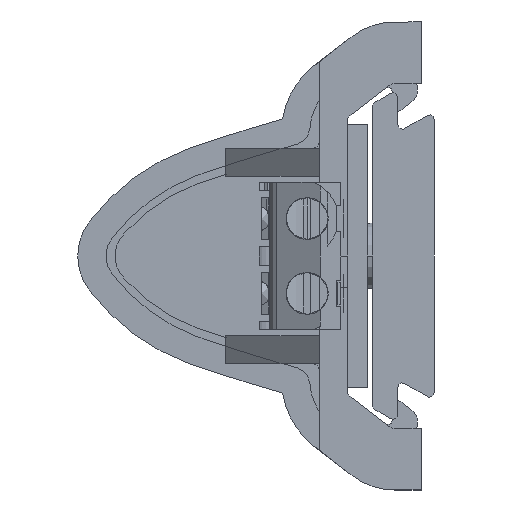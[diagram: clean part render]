
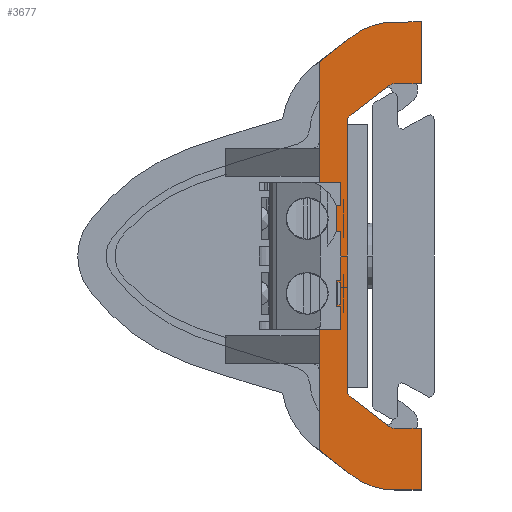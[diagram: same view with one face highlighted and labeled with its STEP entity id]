
A CAD part, left-side view. The second image highlights one B-rep face of the part: STEP entity #3677.
In plain terms, the highlighted planar face has unit normal (-1, 0, 0).
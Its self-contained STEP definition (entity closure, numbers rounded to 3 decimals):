
#10 = DIRECTION ( 'NONE',  ( -1., 0., 0. ) ) ;
#29 = DIRECTION ( 'NONE',  ( 0., 0., -1. ) ) ;
#44 = LINE ( 'NONE', #7325, #7265 ) ;
#65 = ORIENTED_EDGE ( 'NONE', *, *, #7366, .T. ) ;
#156 = ORIENTED_EDGE ( 'NONE', *, *, #2636, .T. ) ;
#178 = DIRECTION ( 'NONE',  ( 0., 1., 0. ) ) ;
#225 = AXIS2_PLACEMENT_3D ( 'NONE', #1463, #10, #29 ) ;
#289 = CARTESIAN_POINT ( 'NONE',  ( -540.9, -2.425, -8.794 ) ) ;
#305 = CIRCLE ( 'NONE', #225, 0.418 ) ;
#351 = DIRECTION ( 'NONE',  ( 0., -1., 0. ) ) ;
#395 = DIRECTION ( 'NONE',  ( -1., 0., 0. ) ) ;
#469 = VERTEX_POINT ( 'NONE', #686 ) ;
#490 = AXIS2_PLACEMENT_3D ( 'NONE', #5343, #7669, #3747 ) ;
#577 = DIRECTION ( 'NONE',  ( 0., 0., -1. ) ) ;
#589 = VERTEX_POINT ( 'NONE', #3667 ) ;
#632 = EDGE_CURVE ( 'NONE', #1834, #4351, #7489, .T. ) ;
#674 = EDGE_CURVE ( 'NONE', #7576, #3610, #44, .T. ) ;
#682 = CARTESIAN_POINT ( 'NONE',  ( -540.9, -2.425, -12.5 ) ) ;
#683 = EDGE_CURVE ( 'NONE', #4356, #6997, #2224, .T. ) ;
#686 = CARTESIAN_POINT ( 'NONE',  ( -540.9, -0.158, 11.726 ) ) ;
#763 = EDGE_CURVE ( 'NONE', #3284, #1818, #4010, .T. ) ;
#820 = ORIENTED_EDGE ( 'NONE', *, *, #1343, .T. ) ;
#852 = DIRECTION ( 'NONE',  ( 0., 1., 0. ) ) ;
#927 = ORIENTED_EDGE ( 'NONE', *, *, #7260, .F. ) ;
#1073 = LINE ( 'NONE', #7201, #1294 ) ;
#1103 = ORIENTED_EDGE ( 'NONE', *, *, #8398, .F. ) ;
#1161 = CARTESIAN_POINT ( 'NONE',  ( -540.9, -2.169, 9.125 ) ) ;
#1200 = EDGE_CURVE ( 'NONE', #4012, #4370, #6757, .T. ) ;
#1237 = DIRECTION ( 'NONE',  ( 0., 0.791, -0.612 ) ) ;
#1294 = VECTOR ( 'NONE', #852, 1000. ) ;
#1343 = EDGE_CURVE ( 'NONE', #7324, #7966, #7276, .T. ) ;
#1354 = CARTESIAN_POINT ( 'NONE',  ( -540.9, -3.857, 9.212 ) ) ;
#1391 = EDGE_LOOP ( 'NONE', ( #7427, #820, #156, #7615, #7114, #4602, #7648, #7522, #3395, #6493, #65, #1103, #3197, #5933, #4526, #1439, #2592, #927 ) ) ;
#1439 = ORIENTED_EDGE ( 'NONE', *, *, #4826, .F. ) ;
#1463 = CARTESIAN_POINT ( 'NONE',  ( -540.9, -2.425, 8.794 ) ) ;
#1536 = CARTESIAN_POINT ( 'NONE',  ( -540.9, -2.425, -9.212 ) ) ;
#1562 = LINE ( 'NONE', #4596, #7326 ) ;
#1767 = DIRECTION ( 'NONE',  ( 0., 0., -1. ) ) ;
#1769 = EDGE_CURVE ( 'NONE', #6997, #4012, #7839, .T. ) ;
#1782 = DIRECTION ( 'NONE',  ( 1., 0., 0. ) ) ;
#1812 = CARTESIAN_POINT ( 'NONE',  ( -540.9, -2.425, 8.794 ) ) ;
#1818 = VERTEX_POINT ( 'NONE', #8313 ) ;
#1834 = VERTEX_POINT ( 'NONE', #8363 ) ;
#1890 = CARTESIAN_POINT ( 'NONE',  ( -540.9, -3.857, 12.5 ) ) ;
#1899 = CARTESIAN_POINT ( 'NONE',  ( -540.9, 1.592, -7.319 ) ) ;
#1964 = EDGE_CURVE ( 'NONE', #7324, #469, #5335, .T. ) ;
#2193 = CARTESIAN_POINT ( 'NONE',  ( -540.9, 1.592, 10.372 ) ) ;
#2224 = CIRCLE ( 'NONE', #3965, 0.418 ) ;
#2287 = DIRECTION ( 'NONE',  ( 0., 0., -1. ) ) ;
#2301 = DIRECTION ( 'NONE',  ( 0., 0., -1. ) ) ;
#2322 = CARTESIAN_POINT ( 'NONE',  ( -540.9, 0.092, 7.319 ) ) ;
#2592 = ORIENTED_EDGE ( 'NONE', *, *, #632, .F. ) ;
#2636 = EDGE_CURVE ( 'NONE', #7966, #3775, #4189, .T. ) ;
#2790 = CIRCLE ( 'NONE', #3260, 3.706 ) ;
#2838 = DIRECTION ( 'NONE',  ( 1., 0., 0. ) ) ;
#3035 = DIRECTION ( 'NONE',  ( 0., -1., 0. ) ) ;
#3045 = EDGE_CURVE ( 'NONE', #6772, #4356, #1073, .T. ) ;
#3050 = VECTOR ( 'NONE', #1237, 1000. ) ;
#3113 = CIRCLE ( 'NONE', #8012, 1.139 ) ;
#3177 = LINE ( 'NONE', #4191, #5369 ) ;
#3197 = ORIENTED_EDGE ( 'NONE', *, *, #763, .F. ) ;
#3260 = AXIS2_PLACEMENT_3D ( 'NONE', #1812, #1782, #1767 ) ;
#3284 = VERTEX_POINT ( 'NONE', #3427 ) ;
#3365 = VECTOR ( 'NONE', #2301, 1000. ) ;
#3395 = ORIENTED_EDGE ( 'NONE', *, *, #1769, .T. ) ;
#3427 = CARTESIAN_POINT ( 'NONE',  ( -540.9, -2.169, 9.125 ) ) ;
#3440 = EDGE_CURVE ( 'NONE', #3775, #7576, #4294, .T. ) ;
#3569 = CARTESIAN_POINT ( 'NONE',  ( -540.9, -2.425, -8.794 ) ) ;
#3610 = VERTEX_POINT ( 'NONE', #6053 ) ;
#3635 = AXIS2_PLACEMENT_3D ( 'NONE', #8406, #7336, #4988 ) ;
#3667 = CARTESIAN_POINT ( 'NONE',  ( -540.9, -3.857, 9.212 ) ) ;
#3677 = ADVANCED_FACE ( 'NONE', ( #7031 ), #6756, .F. ) ;
#3747 = DIRECTION ( 'NONE',  ( 0., 0., -1. ) ) ;
#3775 = VERTEX_POINT ( 'NONE', #8212 ) ;
#3965 = AXIS2_PLACEMENT_3D ( 'NONE', #3569, #2838, #2287 ) ;
#4010 = LINE ( 'NONE', #1161, #3050 ) ;
#4012 = VERTEX_POINT ( 'NONE', #4220 ) ;
#4031 = CARTESIAN_POINT ( 'NONE',  ( -540.9, -3.857, -9.212 ) ) ;
#4052 = DIRECTION ( 'NONE',  ( 0., 0., 1. ) ) ;
#4189 = LINE ( 'NONE', #5909, #4252 ) ;
#4191 = CARTESIAN_POINT ( 'NONE',  ( -540.9, 0.092, -7.319 ) ) ;
#4212 = DIRECTION ( 'NONE',  ( 0., 0., 1. ) ) ;
#4220 = CARTESIAN_POINT ( 'NONE',  ( -540.9, -0.132, -7.55 ) ) ;
#4231 = VERTEX_POINT ( 'NONE', #8556 ) ;
#4252 = VECTOR ( 'NONE', #5927, 1000. ) ;
#4294 = CIRCLE ( 'NONE', #7306, 3.706 ) ;
#4351 = VERTEX_POINT ( 'NONE', #5929 ) ;
#4356 = VERTEX_POINT ( 'NONE', #1536 ) ;
#4370 = VERTEX_POINT ( 'NONE', #8226 ) ;
#4458 = VECTOR ( 'NONE', #3035, 1000. ) ;
#4501 = DIRECTION ( 'NONE',  ( 0., 0.791, 0.612 ) ) ;
#4510 = CARTESIAN_POINT ( 'NONE',  ( -540.9, -0.829, 6.649 ) ) ;
#4526 = ORIENTED_EDGE ( 'NONE', *, *, #5125, .F. ) ;
#4596 = CARTESIAN_POINT ( 'NONE',  ( -540.9, -3.857, 9.212 ) ) ;
#4602 = ORIENTED_EDGE ( 'NONE', *, *, #6691, .T. ) ;
#4608 = LINE ( 'NONE', #1354, #6849 ) ;
#4826 = EDGE_CURVE ( 'NONE', #4351, #589, #1562, .T. ) ;
#4952 = CARTESIAN_POINT ( 'NONE',  ( -540.9, -2.169, -9.125 ) ) ;
#4955 = DIRECTION ( 'NONE',  ( 0., 0., -1. ) ) ;
#4988 = DIRECTION ( 'NONE',  ( 0., 0., -1. ) ) ;
#5016 = CARTESIAN_POINT ( 'NONE',  ( -540.9, -3.857, -9.212 ) ) ;
#5115 = EDGE_CURVE ( 'NONE', #4231, #3284, #305, .T. ) ;
#5125 = EDGE_CURVE ( 'NONE', #589, #4231, #4608, .T. ) ;
#5172 = DIRECTION ( 'NONE',  ( -1., 0., 0. ) ) ;
#5335 = LINE ( 'NONE', #6338, #5455 ) ;
#5343 = CARTESIAN_POINT ( 'NONE',  ( -540.9, -0.829, -6.649 ) ) ;
#5369 = VECTOR ( 'NONE', #4212, 1000. ) ;
#5455 = VECTOR ( 'NONE', #5557, 1000. ) ;
#5526 = CARTESIAN_POINT ( 'NONE',  ( -540.9, 1.592, -10.372 ) ) ;
#5557 = DIRECTION ( 'NONE',  ( 0., -0.791, 0.612 ) ) ;
#5755 = VERTEX_POINT ( 'NONE', #2322 ) ;
#5798 = CARTESIAN_POINT ( 'NONE',  ( -540.9, -2.169, -9.125 ) ) ;
#5909 = CARTESIAN_POINT ( 'NONE',  ( -540.9, -0.158, -11.726 ) ) ;
#5927 = DIRECTION ( 'NONE',  ( 0., -0.791, -0.612 ) ) ;
#5929 = CARTESIAN_POINT ( 'NONE',  ( -540.9, -3.857, 12.5 ) ) ;
#5933 = ORIENTED_EDGE ( 'NONE', *, *, #5115, .F. ) ;
#6053 = CARTESIAN_POINT ( 'NONE',  ( -540.9, -3.857, -12.5 ) ) ;
#6214 = LINE ( 'NONE', #4031, #7519 ) ;
#6338 = CARTESIAN_POINT ( 'NONE',  ( -540.9, -0.158, 11.726 ) ) ;
#6493 = ORIENTED_EDGE ( 'NONE', *, *, #1200, .T. ) ;
#6691 = EDGE_CURVE ( 'NONE', #3610, #6772, #6214, .T. ) ;
#6756 = PLANE ( 'NONE',  #3635 ) ;
#6757 = CIRCLE ( 'NONE', #490, 1.139 ) ;
#6772 = VERTEX_POINT ( 'NONE', #5016 ) ;
#6849 = VECTOR ( 'NONE', #178, 1000. ) ;
#6997 = VERTEX_POINT ( 'NONE', #4952 ) ;
#7031 = FACE_OUTER_BOUND ( 'NONE', #1391, .T. ) ;
#7114 = ORIENTED_EDGE ( 'NONE', *, *, #674, .T. ) ;
#7201 = CARTESIAN_POINT ( 'NONE',  ( -540.9, -3.857, -9.212 ) ) ;
#7260 = EDGE_CURVE ( 'NONE', #469, #1834, #2790, .T. ) ;
#7265 = VECTOR ( 'NONE', #351, 1000. ) ;
#7276 = LINE ( 'NONE', #1899, #3365 ) ;
#7306 = AXIS2_PLACEMENT_3D ( 'NONE', #289, #395, #577 ) ;
#7324 = VERTEX_POINT ( 'NONE', #2193 ) ;
#7325 = CARTESIAN_POINT ( 'NONE',  ( -540.9, -3.857, -12.5 ) ) ;
#7326 = VECTOR ( 'NONE', #4955, 1000. ) ;
#7336 = DIRECTION ( 'NONE',  ( 1., 0., 0. ) ) ;
#7366 = EDGE_CURVE ( 'NONE', #4370, #5755, #3177, .T. ) ;
#7427 = ORIENTED_EDGE ( 'NONE', *, *, #1964, .F. ) ;
#7489 = LINE ( 'NONE', #1890, #4458 ) ;
#7519 = VECTOR ( 'NONE', #4052, 1000. ) ;
#7522 = ORIENTED_EDGE ( 'NONE', *, *, #683, .T. ) ;
#7576 = VERTEX_POINT ( 'NONE', #682 ) ;
#7603 = DIRECTION ( 'NONE',  ( 0., 0., -1. ) ) ;
#7615 = ORIENTED_EDGE ( 'NONE', *, *, #3440, .T. ) ;
#7648 = ORIENTED_EDGE ( 'NONE', *, *, #3045, .T. ) ;
#7669 = DIRECTION ( 'NONE',  ( 1., 0., 0. ) ) ;
#7839 = LINE ( 'NONE', #5798, #8480 ) ;
#7966 = VERTEX_POINT ( 'NONE', #5526 ) ;
#8012 = AXIS2_PLACEMENT_3D ( 'NONE', #4510, #5172, #7603 ) ;
#8212 = CARTESIAN_POINT ( 'NONE',  ( -540.9, -0.158, -11.726 ) ) ;
#8226 = CARTESIAN_POINT ( 'NONE',  ( -540.9, 0.092, -7.319 ) ) ;
#8313 = CARTESIAN_POINT ( 'NONE',  ( -540.9, -0.132, 7.55 ) ) ;
#8363 = CARTESIAN_POINT ( 'NONE',  ( -540.9, -2.425, 12.5 ) ) ;
#8398 = EDGE_CURVE ( 'NONE', #1818, #5755, #3113, .T. ) ;
#8406 = CARTESIAN_POINT ( 'NONE',  ( -540.9, -3.815, 0. ) ) ;
#8480 = VECTOR ( 'NONE', #4501, 1000. ) ;
#8556 = CARTESIAN_POINT ( 'NONE',  ( -540.9, -2.425, 9.212 ) ) ;
